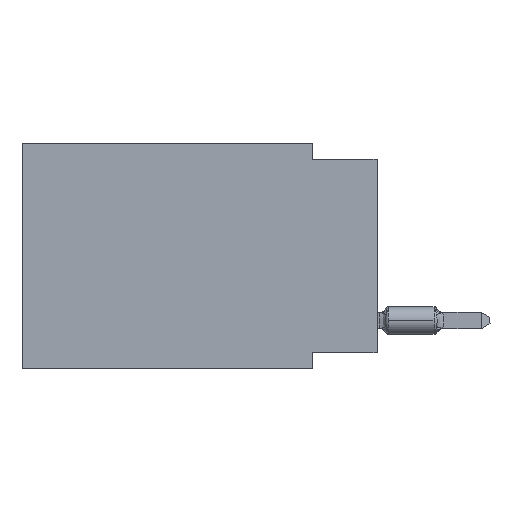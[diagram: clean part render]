
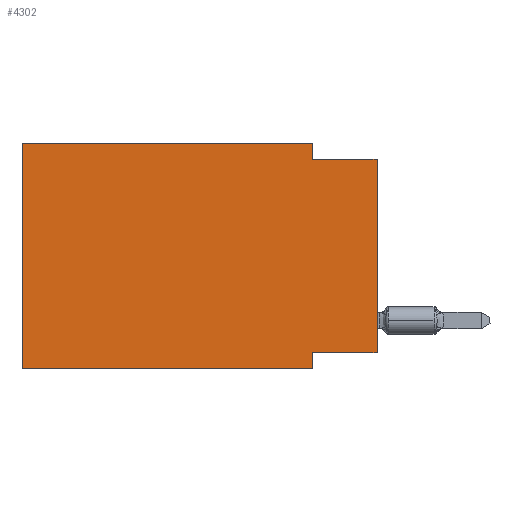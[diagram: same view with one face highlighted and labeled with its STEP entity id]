
A CAD part, left-side view. The second image highlights one B-rep face of the part: STEP entity #4302.
In plain terms, the highlighted planar face has unit normal (-1, 0, 0).
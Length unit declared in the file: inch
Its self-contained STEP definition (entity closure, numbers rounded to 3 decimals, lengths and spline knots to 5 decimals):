
#435 = VERTEX_POINT ( 'NONE', #15175 ) ;
#995 = VECTOR ( 'NONE', #5189, 39.37008 ) ;
#1527 = VECTOR ( 'NONE', #20445, 39.37008 ) ;
#1706 = CARTESIAN_POINT ( 'NONE',  ( 0., 0.55, 0. ) ) ;
#2627 = EDGE_CURVE ( 'NONE', #7516, #9729, #17378, .T. ) ;
#3384 = VECTOR ( 'NONE', #5453, 39.37008 ) ;
#3406 = LINE ( 'NONE', #9529, #17216 ) ;
#3526 = VERTEX_POINT ( 'NONE', #14513 ) ;
#4302 = ADVANCED_FACE ( 'NONE', ( #6744 ), #6920, .F. ) ;
#4312 = EDGE_CURVE ( 'NONE', #19782, #13144, #14851, .T. ) ;
#4575 = CARTESIAN_POINT ( 'NONE',  ( 0., 0., -0.025 ) ) ;
#5189 = DIRECTION ( 'NONE',  ( 0., 0., -1. ) ) ;
#5453 = DIRECTION ( 'NONE',  ( 0., 1., 0. ) ) ;
#5645 = ORIENTED_EDGE ( 'NONE', *, *, #20083, .F. ) ;
#5958 = VECTOR ( 'NONE', #13850, 39.37008 ) ;
#6744 = FACE_OUTER_BOUND ( 'NONE', #10670, .T. ) ;
#6920 = PLANE ( 'NONE',  #10931 ) ;
#6983 = DIRECTION ( 'NONE',  ( 0., -1., 0. ) ) ;
#7111 = EDGE_CURVE ( 'NONE', #22049, #19782, #12976, .T. ) ;
#7516 = VERTEX_POINT ( 'NONE', #14890 ) ;
#7638 = EDGE_CURVE ( 'NONE', #16070, #22049, #15931, .T. ) ;
#8657 = DIRECTION ( 'NONE',  ( 0., 0., -1. ) ) ;
#9529 = CARTESIAN_POINT ( 'NONE',  ( 0., 0., -0.025 ) ) ;
#9729 = VERTEX_POINT ( 'NONE', #4575 ) ;
#9789 = ORIENTED_EDGE ( 'NONE', *, *, #18848, .F. ) ;
#9931 = CARTESIAN_POINT ( 'NONE',  ( 0., 0.1, -0.35 ) ) ;
#9990 = CARTESIAN_POINT ( 'NONE',  ( 0., 0.1, -0.025 ) ) ;
#10627 = CARTESIAN_POINT ( 'NONE',  ( 0., 0.1, 0. ) ) ;
#10670 = EDGE_LOOP ( 'NONE', ( #18045, #9789, #22088, #17294, #20013, #18499, #5645, #18264 ) ) ;
#10931 = AXIS2_PLACEMENT_3D ( 'NONE', #15527, #18989, #8657 ) ;
#11280 = DIRECTION ( 'NONE',  ( 0., -1., 0. ) ) ;
#11859 = CARTESIAN_POINT ( 'NONE',  ( 0., 0.55, 0. ) ) ;
#12976 = LINE ( 'NONE', #1706, #5958 ) ;
#13144 = VERTEX_POINT ( 'NONE', #9990 ) ;
#13145 = LINE ( 'NONE', #19247, #3384 ) ;
#13417 = CARTESIAN_POINT ( 'NONE',  ( 0., 0.55, 0. ) ) ;
#13826 = VECTOR ( 'NONE', #6983, 39.37008 ) ;
#13850 = DIRECTION ( 'NONE',  ( 0., -1., 0. ) ) ;
#14513 = CARTESIAN_POINT ( 'NONE',  ( 0., 0.1, -0.325 ) ) ;
#14851 = LINE ( 'NONE', #22382, #995 ) ;
#14890 = CARTESIAN_POINT ( 'NONE',  ( 0., 0., -0.325 ) ) ;
#14909 = LINE ( 'NONE', #22378, #13826 ) ;
#15071 = DIRECTION ( 'NONE',  ( 0., 0., -1. ) ) ;
#15175 = CARTESIAN_POINT ( 'NONE',  ( 0., 0.1, -0.35 ) ) ;
#15527 = CARTESIAN_POINT ( 'NONE',  ( 0., 0.55, 0. ) ) ;
#15600 = CARTESIAN_POINT ( 'NONE',  ( 0., 0., 0. ) ) ;
#15931 = LINE ( 'NONE', #11859, #1527 ) ;
#16070 = VERTEX_POINT ( 'NONE', #19509 ) ;
#17139 = VECTOR ( 'NONE', #15071, 39.37008 ) ;
#17216 = VECTOR ( 'NONE', #11280, 39.37008 ) ;
#17294 = ORIENTED_EDGE ( 'NONE', *, *, #7111, .F. ) ;
#17343 = DIRECTION ( 'NONE',  ( 0., 0., 1. ) ) ;
#17378 = LINE ( 'NONE', #15600, #21366 ) ;
#17691 = LINE ( 'NONE', #9931, #17139 ) ;
#18045 = ORIENTED_EDGE ( 'NONE', *, *, #2627, .T. ) ;
#18264 = ORIENTED_EDGE ( 'NONE', *, *, #19240, .F. ) ;
#18499 = ORIENTED_EDGE ( 'NONE', *, *, #22173, .T. ) ;
#18848 = EDGE_CURVE ( 'NONE', #13144, #9729, #3406, .T. ) ;
#18989 = DIRECTION ( 'NONE',  ( 1., 0., 0. ) ) ;
#19240 = EDGE_CURVE ( 'NONE', #7516, #3526, #13145, .T. ) ;
#19247 = CARTESIAN_POINT ( 'NONE',  ( 0., 0., -0.325 ) ) ;
#19509 = CARTESIAN_POINT ( 'NONE',  ( 0., 0.55, -0.35 ) ) ;
#19782 = VERTEX_POINT ( 'NONE', #10627 ) ;
#20013 = ORIENTED_EDGE ( 'NONE', *, *, #7638, .F. ) ;
#20083 = EDGE_CURVE ( 'NONE', #3526, #435, #17691, .T. ) ;
#20445 = DIRECTION ( 'NONE',  ( 0., 0., 1. ) ) ;
#21366 = VECTOR ( 'NONE', #17343, 39.37008 ) ;
#22049 = VERTEX_POINT ( 'NONE', #13417 ) ;
#22088 = ORIENTED_EDGE ( 'NONE', *, *, #4312, .F. ) ;
#22173 = EDGE_CURVE ( 'NONE', #16070, #435, #14909, .T. ) ;
#22378 = CARTESIAN_POINT ( 'NONE',  ( 0., 0.55, -0.35 ) ) ;
#22382 = CARTESIAN_POINT ( 'NONE',  ( 0., 0.1, 0. ) ) ;
